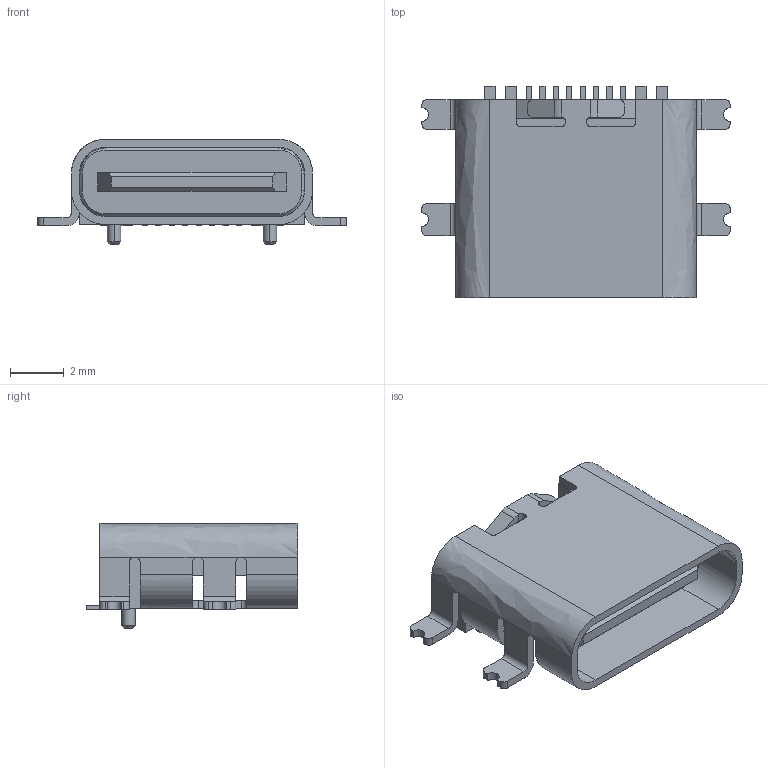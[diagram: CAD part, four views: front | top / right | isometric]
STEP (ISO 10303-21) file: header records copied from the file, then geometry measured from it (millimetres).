
FILE_DESCRIPTION(('Open CASCADE Model'),'2;1');
FILE_NAME('Open CASCADE Shape Model','2025-10-22T10:51:11',('Author'),( 'Open CASCADE'),'Open CASCADE STEP processor 7.9','Open CASCADE 7.9' ,'Unknown');
FILE_SCHEMA(('AUTOMOTIVE_DESIGN { 1 0 10303 214 1 1 1 1 }'));
Length unit declared in the file: millimetre
Products named in the file (1): COMPOUND
Bounding box: 11.44 x 7.85 x 3.91 mm (x, y, z)
Volume: 115.4 mm3; surface area: 471.2 mm2
Topology: 2 solids, 2 shells, 307 faces, 858 edges, 560 vertices
Faces by surface type: bspline 307
Entity records: 11439 total; most frequent: CARTESIAN_POINT 4641, ORIENTED_EDGE 1716, EDGE_CURVE 858, B_SPLINE_CURVE_WITH_KNOTS 706, VERTEX_POINT 560, FACE_BOUND 318, EDGE_LOOP 318, ADVANCED_FACE 307
